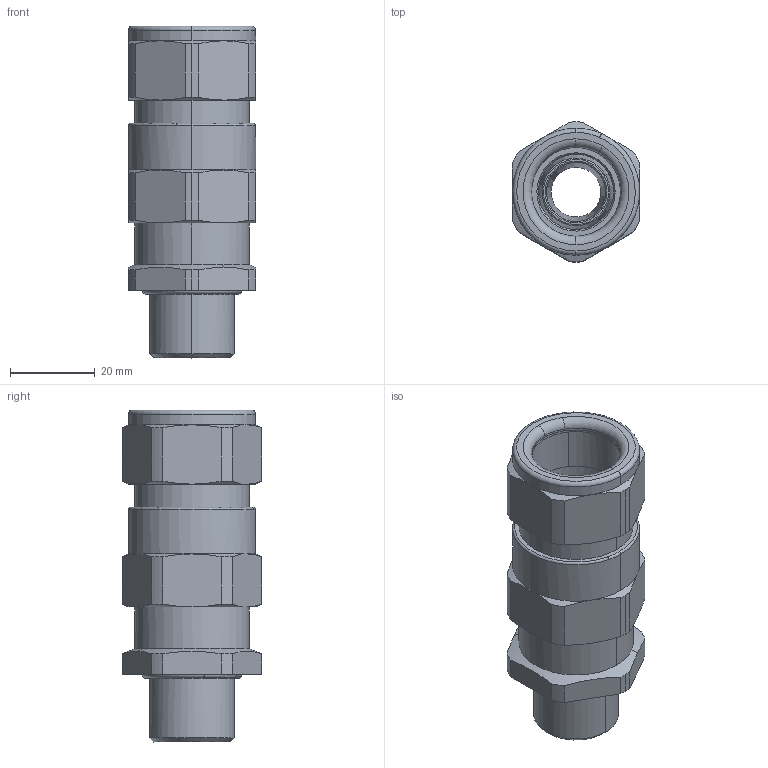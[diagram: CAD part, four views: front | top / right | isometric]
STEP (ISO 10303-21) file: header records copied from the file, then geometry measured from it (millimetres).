
FILE_DESCRIPTION(('CATIA V5 STEP Exchange','CAx-IF Rec.Pracs.--- Model Styling and Organization---1.5--- 2016-08-15','CAx-IF Rec.Pracs.---Supplemental Geometry---1.0---2011-11-01','CAx-IF Rec.Pracs.--- Composite Materials ---1.1---2010-07-15'),'2;1');
FILE_NAME ('140987-2_3', '2024-07-23T08:33:46+00:00', ('none'), ('Weidmueller'), 'CATIA Version 5-6 Release 2022 SP4 HF5', 'CATIA V5 STEP AP214 v3', 'none');
FILE_SCHEMA(('AUTOMOTIVE_DESIGN { 1 0 10303 214 1 1 1 1 }'));
Length unit declared in the file: millimetre
Products named in the file (1): E1WF_M20-M20
Bounding box: 30 x 33 x 78.4 mm (x, y, z)
Volume: 28902.7 mm3; surface area: 19966.2 mm2
Topology: 1 solids, 6 shells, 231 faces, 556 edges, 347 vertices
Faces by surface type: cone 73, cylinder 68, torus 50, plane 40
Entity records: 6438 total; most frequent: CARTESIAN_POINT 1399, ORIENTED_EDGE 1112, DIRECTION 720, EDGE_CURVE 556, AXIS2_PLACEMENT_3D 462, VERTEX_POINT 347, CIRCLE 343, EDGE_LOOP 253
